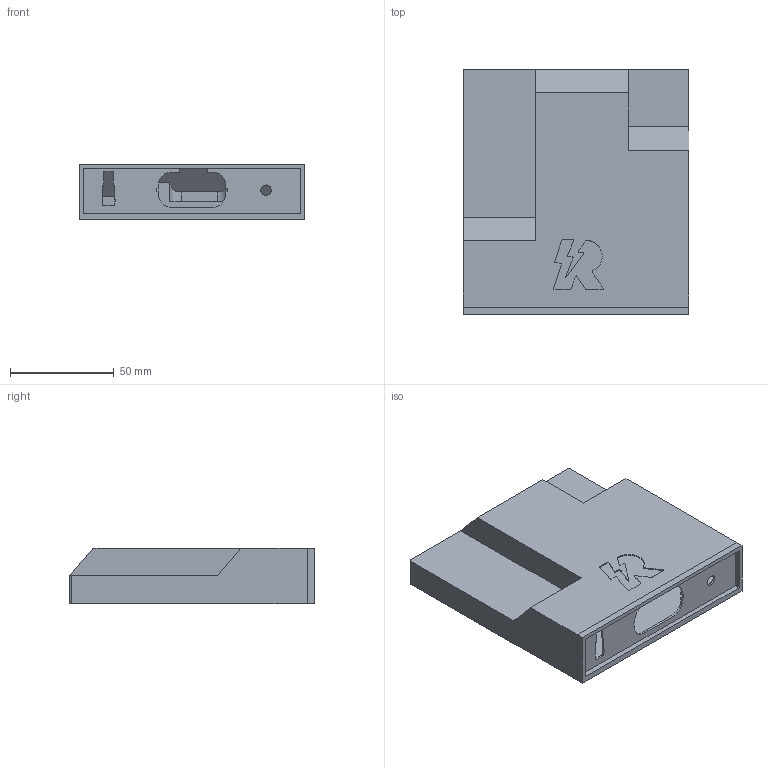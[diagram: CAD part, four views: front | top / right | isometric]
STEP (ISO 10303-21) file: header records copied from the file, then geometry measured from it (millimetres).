
FILE_DESCRIPTION(/* description */ (''),/* implementation_level */ '2;1');
FILE_NAME(/* name */ 'Enclosure.step',/* time_stamp */ '2025-11-18T22:32:46+01:00',/* author */ (''),/* organization */ (''),/* preprocessor_version */ 'ST-DEVELOPER v20.1',/* originating_system */ 'Autodesk Translation Framework v14.17.0.0',/* authorisation */ '');
FILE_SCHEMA (('AUTOMOTIVE_DESIGN { 1 0 10303 214 3 1 1 }'));
Length unit declared in the file: millimetre
Products named in the file (1): Enclosure
Bounding box: 108.9 x 118.12 x 27 mm (x, y, z)
Volume: 82097.4 mm3; surface area: 70507.3 mm2
Topology: 2 solids, 2 shells, 216 faces, 628 edges, 418 vertices
Faces by surface type: plane 198, cylinder 18
Full cylindrical faces by diameter (mm): 5 x1
Entity records: 7047 total; most frequent: CARTESIAN_POINT 1263, ORIENTED_EDGE 1256, DIRECTION 1100, EDGE_CURVE 628, LINE 590, VECTOR 590, VERTEX_POINT 418, AXIS2_PLACEMENT_3D 255
